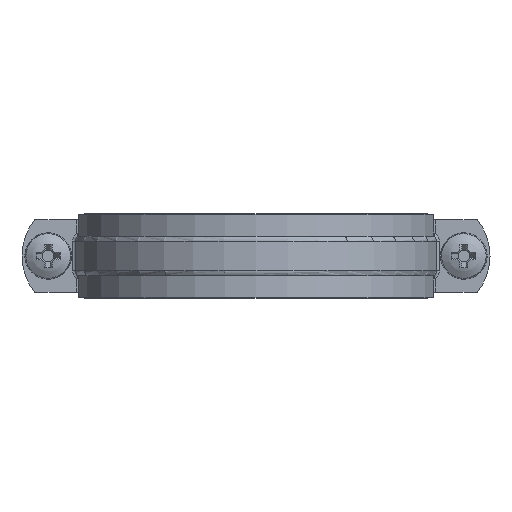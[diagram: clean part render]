
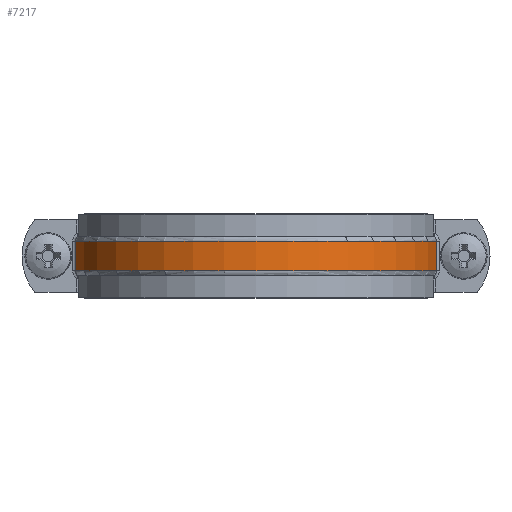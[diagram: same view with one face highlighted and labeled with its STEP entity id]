
A CAD part, front view. The second image highlights one B-rep face of the part: STEP entity #7217.
In plain terms, the highlighted cylindrical face has radius 63 mm (diameter 126 mm), a partial arc.
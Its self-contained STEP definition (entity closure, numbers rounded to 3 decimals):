
#1547=CARTESIAN_POINT('',(-62.062,-10.828,5.));
#1548=VERTEX_POINT('',#1547);
#1556=CARTESIAN_POINT('',(62.062,-10.828,5.));
#1557=VERTEX_POINT('',#1556);
#1558=CARTESIAN_POINT('',(0.0,0.0,5.));
#1559=DIRECTION('',(0.0,0.0,1.0));
#1560=DIRECTION('',(0.,-1.0,0.0));
#1561=AXIS2_PLACEMENT_3D('',#1558,#1559,#1560);
#1562=CIRCLE('',#1561,63.);
#1563=EDGE_CURVE('',#1548,#1557,#1562,.T.);
#6445=CARTESIAN_POINT('',(-62.062,-10.828,-5.0));
#6446=VERTEX_POINT('',#6445);
#6454=CARTESIAN_POINT('',(-62.062,-10.828,-5.0));
#6455=DIRECTION('',(0.0,0.0,1.0));
#6456=VECTOR('',#6455,10.);
#6457=LINE('',#6454,#6456);
#6458=EDGE_CURVE('',#6446,#1548,#6457,.T.);
#6607=CARTESIAN_POINT('',(62.062,-10.828,-5.0));
#6608=VERTEX_POINT('',#6607);
#6625=CARTESIAN_POINT('',(62.062,-10.828,5.));
#6626=DIRECTION('',(0.0,0.0,-1.0));
#6627=VECTOR('',#6626,10.);
#6628=LINE('',#6625,#6627);
#6629=EDGE_CURVE('',#1557,#6608,#6628,.T.);
#7192=CARTESIAN_POINT('',(0.0,0.0,-5.0));
#7193=DIRECTION('',(0.0,0.0,-1.0));
#7194=DIRECTION('',(0.,-1.0,0.0));
#7195=AXIS2_PLACEMENT_3D('',#7192,#7193,#7194);
#7196=CIRCLE('',#7195,63.);
#7197=EDGE_CURVE('',#6608,#6446,#7196,.T.);
#7206=CARTESIAN_POINT('',(0.0,0.0,0.));
#7207=DIRECTION('',(0.0,0.0,1.0));
#7208=DIRECTION('',(0.0,-1.0,0.0));
#7209=AXIS2_PLACEMENT_3D('',#7206,#7207,#7208);
#7210=CYLINDRICAL_SURFACE('',#7209,63.);
#7211=ORIENTED_EDGE('',*,*,#6629,.F.);
#7212=ORIENTED_EDGE('',*,*,#1563,.F.);
#7213=ORIENTED_EDGE('',*,*,#6458,.F.);
#7214=ORIENTED_EDGE('',*,*,#7197,.F.);
#7215=EDGE_LOOP('',(#7211,#7212,#7213,#7214));
#7216=FACE_OUTER_BOUND('',#7215,.T.);
#7217=ADVANCED_FACE('',(#7216),#7210,.T.);
